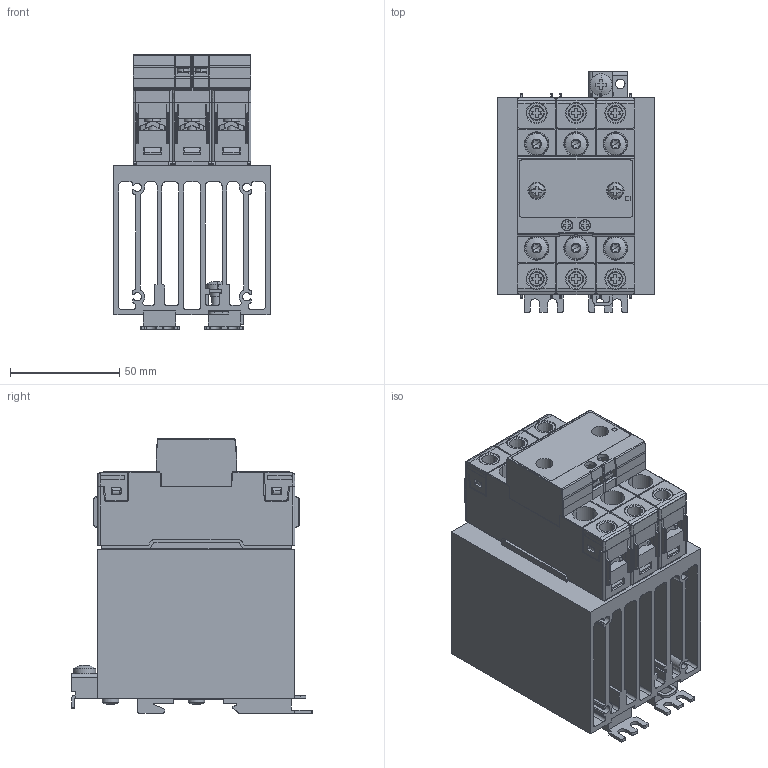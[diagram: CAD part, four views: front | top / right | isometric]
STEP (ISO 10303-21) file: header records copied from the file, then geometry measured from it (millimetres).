
FILE_DESCRIPTION((''),'2;1');
FILE_NAME('CGI1029-01.stp','2014-07-16T09:37:52',(''),(''),'Mechanical Desktop 2009','Mechanical Desktop 2009',', , ');
FILE_SCHEMA(('CONFIG_CONTROL_DESIGN'));
Length unit declared in the file: millimetre
Products named in the file (2): Product; CGI1029-01
Assembly tree (1 placements, depth 2):
  Product
    CGI1029-01
Bounding box: 71.3 x 110 x 125.48 mm (x, y, z)
Volume: 352265.4 mm3; surface area: 160055.3 mm2
Topology: 1 solids, 1 shells, 2518 faces, 7231 edges, 4753 vertices
Faces by surface type: bspline 993, plane 851, cylinder 561, cone 61, torus 32, sphere 20
Entity records: 95673 total; most frequent: CARTESIAN_POINT 31565, ORIENTED_EDGE 14354, DIRECTION 12272, EDGE_CURVE 7177, VERTEX_POINT 4753, VECTOR 4436, LINE 4436, AXIS2_PLACEMENT_3D 3918
